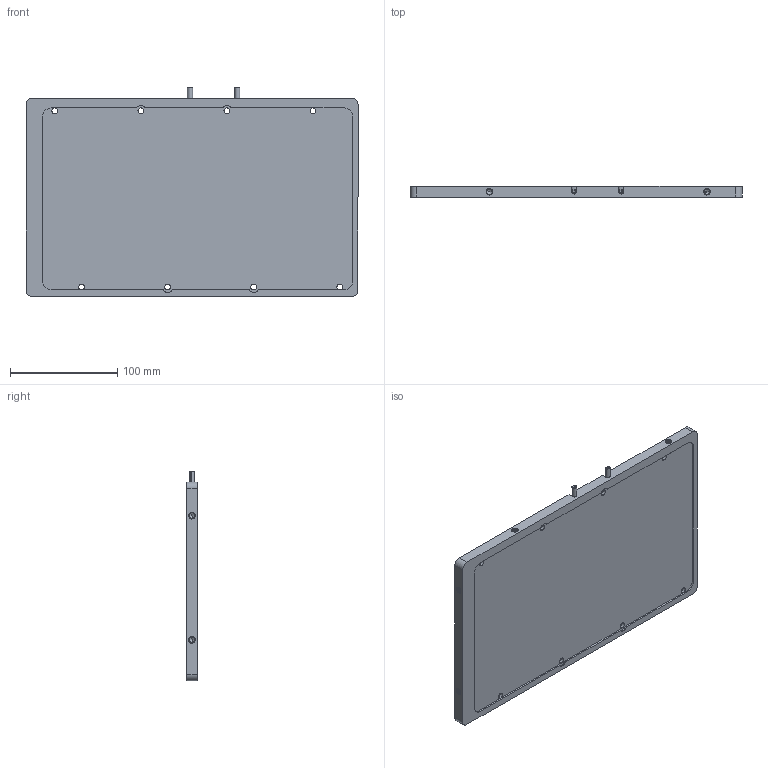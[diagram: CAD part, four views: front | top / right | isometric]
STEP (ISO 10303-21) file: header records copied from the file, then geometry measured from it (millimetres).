
FILE_DESCRIPTION (( 'STEP AP214' ), '1' );
FILE_NAME ('Cold_Plate.STEP', '2025-01-11T18:15:10', ( '' ), ( '' ), 'SwSTEP 2.0', 'SolidWorks 2024', '' );
FILE_SCHEMA (( 'AUTOMOTIVE_DESIGN' ));
Length unit declared in the file: millimetre
Products named in the file (1): Cold_Plate
Bounding box: 309.7 x 10 x 195.3 mm (x, y, z)
Volume: 342637.1 mm3; surface area: 186909.8 mm2
Topology: 2 solids, 2 shells, 909 faces, 2139 edges, 1248 vertices
Faces by surface type: cylinder 455, plane 262, torus 160, cone 16, bspline 16
Entity records: 35494 total; most frequent: CARTESIAN_POINT 14837, DIRECTION 4580, ORIENTED_EDGE 4262, EDGE_CURVE 2131, AXIS2_PLACEMENT_3D 1799, VERTEX_POINT 1248, LINE 982, VECTOR 982
